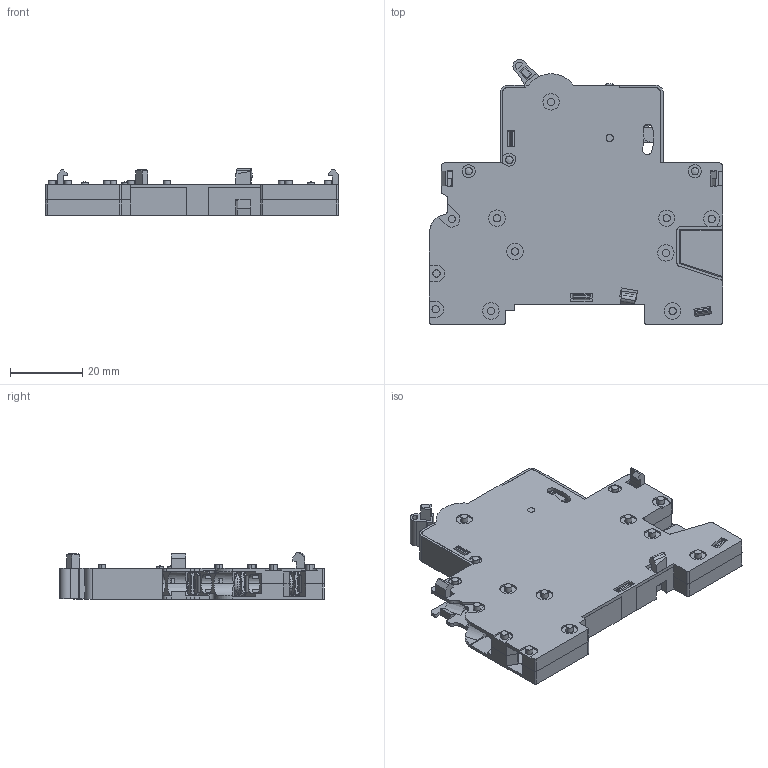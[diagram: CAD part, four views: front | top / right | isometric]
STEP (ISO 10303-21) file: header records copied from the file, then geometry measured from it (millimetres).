
FILE_DESCRIPTION (( 'STEP AP203' ), '1' );
FILE_NAME ('P1X1011S.STEP', '2020-07-09T06:30:39', ( '' ), ( '' ), 'SwSTEP 2.0', 'SolidWorks 2018', '' );
FILE_SCHEMA (( 'CONFIG_CONTROL_DESIGN' ));
Length unit declared in the file: millimetre
Products named in the file (18): 8LD.253.1258.STEP; 8LD.570.122.STEP; 8LD.557.191.STEP; 8LD.043.149.STEP; 8LD.557.190.STEP; 8LD.885.111.STEP; 8LD.371.103.STEP; 8LD.233.139.STEP; 8LD.288.129.STEP; 8LD.039.1008.STEP; ________2.STEP; 8LD.315.1299.STEP; 8LD.257.117.STEP; 8LD.024.1277.STEP; P1X1011S.STEP; P1X1011S; 8LD.907.104.STEP; 8LD.288.1408.STEP
Assembly tree (21 placements, depth 3):
  P1X1011S
    P1X1011S.STEP
      8LD.024.1277.STEP
      8LD.315.1299.STEP
      8LD.253.1258.STEP
      8LD.039.1008.STEP
      8LD.885.111.STEP
      8LD.043.149.STEP
      8LD.907.104.STEP  x3
      8LD.371.103.STEP  x3
      8LD.570.122.STEP
      8LD.557.190.STEP
      8LD.557.191.STEP
      8LD.257.117.STEP
      8LD.288.1408.STEP
      8LD.288.129.STEP
      8LD.233.139.STEP
      ________2.STEP
Bounding box: 81 x 73.2 x 12.95 mm (x, y, z)
Volume: 16236.3 mm3; surface area: 34531.3 mm2
Topology: 51 solids, 51 shells, 2765 faces, 7539 edges, 4917 vertices
Faces by surface type: plane 1593, cylinder 811, bspline 226, cone 87, torus 45, sphere 3
Entity records: 93177 total; most frequent: CARTESIAN_POINT 30057, ORIENTED_EDGE 13146, DIRECTION 12396, EDGE_CURVE 6573, VECTOR 4452, LINE 4452, VERTEX_POINT 4309, AXIS2_PLACEMENT_3D 3972
